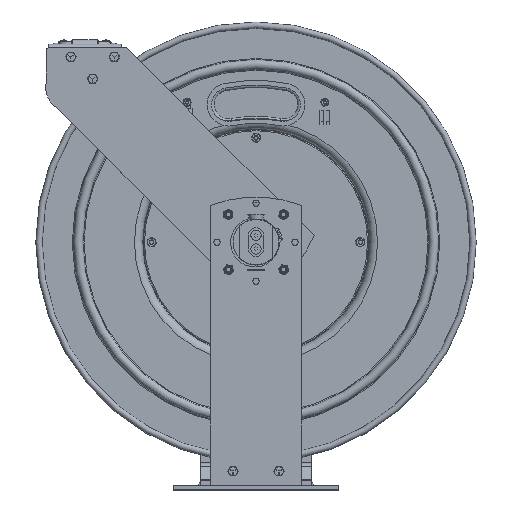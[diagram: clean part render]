
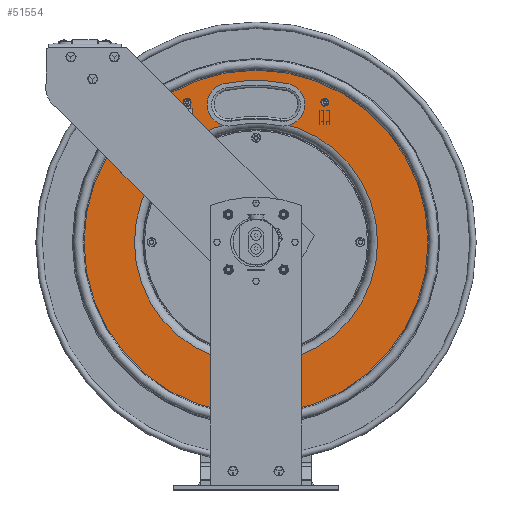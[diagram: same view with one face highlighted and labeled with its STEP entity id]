
A CAD part, top view. The second image highlights one B-rep face of the part: STEP entity #51554.
In plain terms, the highlighted planar face has unit normal (0, 0, 1).
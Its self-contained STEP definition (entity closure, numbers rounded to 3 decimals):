
#2245=FACE_BOUND('',#9020,.T.);
#2246=FACE_BOUND('',#9021,.T.);
#2247=FACE_BOUND('',#9022,.T.);
#2248=FACE_BOUND('',#9023,.T.);
#3662=CIRCLE('',#54848,6.625);
#3663=CIRCLE('',#54849,6.625);
#3665=CIRCLE('',#54852,9.375);
#3666=CIRCLE('',#54853,9.375);
#3667=CIRCLE('',#54854,0.11);
#3668=CIRCLE('',#54855,0.11);
#3669=CIRCLE('',#54856,8.766);
#3670=CIRCLE('',#54857,1.);
#3671=CIRCLE('',#54858,6.766);
#3672=CIRCLE('',#54859,1.);
#6608=FACE_OUTER_BOUND('',#9019,.T.);
#9019=EDGE_LOOP('',(#36623,#36624));
#9020=EDGE_LOOP('',(#36625,#36626));
#9021=EDGE_LOOP('',(#36627));
#9022=EDGE_LOOP('',(#36628));
#9023=EDGE_LOOP('',(#36629,#36630,#36631,#36632));
#20439=VERTEX_POINT('',#76673);
#20440=VERTEX_POINT('',#76674);
#20441=VERTEX_POINT('',#76679);
#20442=VERTEX_POINT('',#76680);
#20443=VERTEX_POINT('',#76683);
#20444=VERTEX_POINT('',#76685);
#20445=VERTEX_POINT('',#76687);
#20446=VERTEX_POINT('',#76688);
#20447=VERTEX_POINT('',#76690);
#20448=VERTEX_POINT('',#76692);
#27145=EDGE_CURVE('',#20439,#20440,#3662,.T.);
#27146=EDGE_CURVE('',#20440,#20439,#3663,.T.);
#27148=EDGE_CURVE('',#20441,#20442,#3665,.T.);
#27149=EDGE_CURVE('',#20442,#20441,#3666,.T.);
#27150=EDGE_CURVE('',#20443,#20443,#3667,.T.);
#27151=EDGE_CURVE('',#20444,#20444,#3668,.T.);
#27152=EDGE_CURVE('',#20445,#20446,#3669,.T.);
#27153=EDGE_CURVE('',#20446,#20447,#3670,.T.);
#27154=EDGE_CURVE('',#20447,#20448,#3671,.T.);
#27155=EDGE_CURVE('',#20448,#20445,#3672,.T.);
#36623=ORIENTED_EDGE('',*,*,#27148,.F.);
#36624=ORIENTED_EDGE('',*,*,#27149,.F.);
#36625=ORIENTED_EDGE('',*,*,#27145,.T.);
#36626=ORIENTED_EDGE('',*,*,#27146,.T.);
#36627=ORIENTED_EDGE('',*,*,#27150,.T.);
#36628=ORIENTED_EDGE('',*,*,#27151,.T.);
#36629=ORIENTED_EDGE('',*,*,#27152,.T.);
#36630=ORIENTED_EDGE('',*,*,#27153,.T.);
#36631=ORIENTED_EDGE('',*,*,#27154,.T.);
#36632=ORIENTED_EDGE('',*,*,#27155,.T.);
#48004=PLANE('',#54851);
#51554=ADVANCED_FACE('',(#6608,#2245,#2246,#2247,#2248),#48004,.T.);
#54848=AXIS2_PLACEMENT_3D('',#76675,#61423,#61424);
#54849=AXIS2_PLACEMENT_3D('',#76676,#61425,#61426);
#54851=AXIS2_PLACEMENT_3D('',#76678,#61429,#61430);
#54852=AXIS2_PLACEMENT_3D('',#76681,#61431,#61432);
#54853=AXIS2_PLACEMENT_3D('',#76682,#61433,#61434);
#54854=AXIS2_PLACEMENT_3D('',#76684,#61435,#61436);
#54855=AXIS2_PLACEMENT_3D('',#76686,#61437,#61438);
#54856=AXIS2_PLACEMENT_3D('',#76689,#61439,#61440);
#54857=AXIS2_PLACEMENT_3D('',#76691,#61441,#61442);
#54858=AXIS2_PLACEMENT_3D('',#76693,#61443,#61444);
#54859=AXIS2_PLACEMENT_3D('',#76694,#61445,#61446);
#61423=DIRECTION('center_axis',(0.,0.,
-1.));
#61424=DIRECTION('ref_axis',(-1.,0.,0.));
#61425=DIRECTION('center_axis',(0.,0.,
-1.));
#61426=DIRECTION('ref_axis',(-1.,0.,0.));
#61429=DIRECTION('center_axis',(0.,0.,
1.));
#61430=DIRECTION('ref_axis',(0.,1.,0.));
#61431=DIRECTION('center_axis',(0.,0.,
-1.));
#61432=DIRECTION('ref_axis',(-1.,0.,0.));
#61433=DIRECTION('center_axis',(0.,0.,
-1.));
#61434=DIRECTION('ref_axis',(-1.,0.,0.));
#61435=DIRECTION('center_axis',(0.,0.,
-1.));
#61436=DIRECTION('ref_axis',(-1.,0.,0.));
#61437=DIRECTION('center_axis',(0.,0.,
-1.));
#61438=DIRECTION('ref_axis',(-1.,0.,0.));
#61439=DIRECTION('center_axis',(0.,0.,
-1.));
#61440=DIRECTION('ref_axis',(0.193,-0.981,0.));
#61441=DIRECTION('center_axis',(0.,0.,
-1.));
#61442=DIRECTION('ref_axis',(-0.193,-0.981,0.));
#61443=DIRECTION('center_axis',(0.,0.,
1.));
#61444=DIRECTION('ref_axis',(-0.193,0.981,0.));
#61445=DIRECTION('center_axis',(0.,0.,
-1.));
#61446=DIRECTION('ref_axis',(-0.193,0.981,0.));
#76673=CARTESIAN_POINT('',(-6.625,0.,5.582));
#76674=CARTESIAN_POINT('',(0.,6.625,5.582));
#76675=CARTESIAN_POINT('Origin',(0.,0.,
5.582));
#76676=CARTESIAN_POINT('Origin',(0.,0.,
5.582));
#76678=CARTESIAN_POINT('Origin',(-8.,0.,5.582));
#76679=CARTESIAN_POINT('',(-9.375,0.,5.582));
#76680=CARTESIAN_POINT('',(0.,9.375,5.582));
#76681=CARTESIAN_POINT('Origin',(0.,0.,
5.582));
#76682=CARTESIAN_POINT('Origin',(0.,0.,
5.582));
#76683=CARTESIAN_POINT('',(-3.64,7.62,5.582));
#76684=CARTESIAN_POINT('Origin',(-3.75,7.62,5.582));
#76685=CARTESIAN_POINT('',(3.86,7.62,5.582));
#76686=CARTESIAN_POINT('Origin',(3.75,7.62,5.582));
#76687=CARTESIAN_POINT('',(-1.693,8.601,5.582));
#76688=CARTESIAN_POINT('',(1.693,8.601,5.582));
#76689=CARTESIAN_POINT('Origin',(0.,0.,
5.582));
#76690=CARTESIAN_POINT('',(1.307,6.639,5.582));
#76691=CARTESIAN_POINT('Origin',(1.5,7.62,5.582));
#76692=CARTESIAN_POINT('',(-1.307,6.639,5.582));
#76693=CARTESIAN_POINT('Origin',(0.,0.,
5.582));
#76694=CARTESIAN_POINT('Origin',(-1.5,7.62,5.582));
